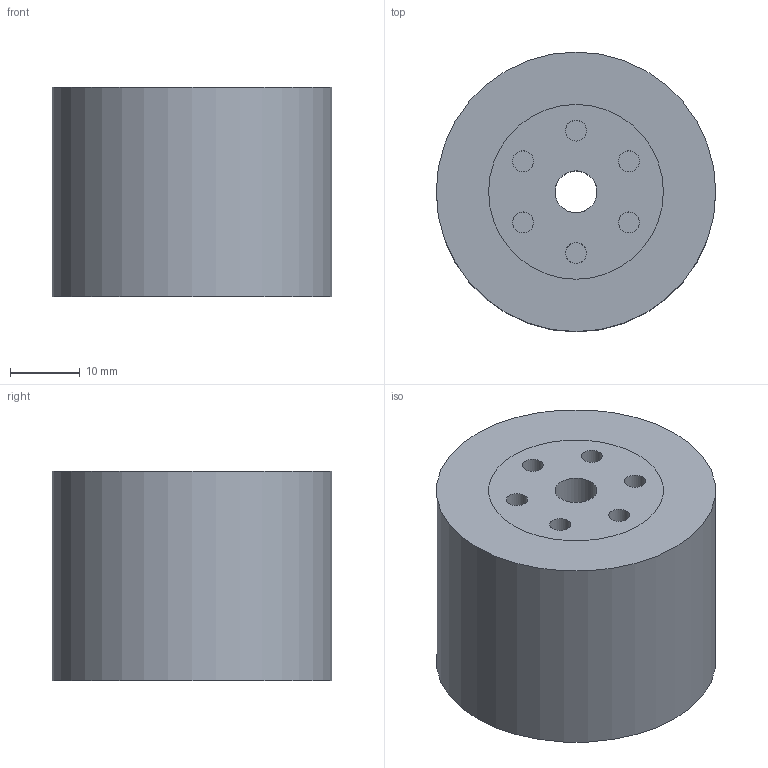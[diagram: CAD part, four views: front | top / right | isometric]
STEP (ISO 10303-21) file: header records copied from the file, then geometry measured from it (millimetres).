
FILE_DESCRIPTION(/* description */ (''),/* implementation_level */ '2;1');
FILE_NAME(/* name */ 'js4030-wheel-cad.stp',/* time_stamp */ '2018-01-30T13:06:44+09:00',/* author */ ('MONSTER'),/* organization */ (''),/* preprocessor_version */ 'ST-DEVELOPER v16.1',/* originating_system */ 'Autodesk Inventor 2016',/* authorisation */ '');
FILE_SCHEMA (('AUTOMOTIVE_DESIGN { 1 0 10303 214 3 1 1 }'));
Length unit declared in the file: metre
Products named in the file (1): tekerlek-jant-40mmx30mm
Bounding box: 40 x 40 x 30 mm (x, y, z)
Volume: 35907.7 mm3; surface area: 12685.4 mm2
Topology: 2 solids, 2 shells, 22 faces, 39 edges, 26 vertices
Faces by surface type: cylinder 12, plane 10
Full cylindrical faces by diameter (mm): 3 x7, 4 x1, 6 x1, 25 x2, 40 x1
Entity records: 675 total; most frequent: CARTESIAN_POINT 219, DIRECTION 86, EDGE_LOOP 48, ORIENTED_EDGE 48, AXIS2_PLACEMENT_3D 43, FACE_BOUND 26, VERTEX_POINT 24, EDGE_CURVE 24
